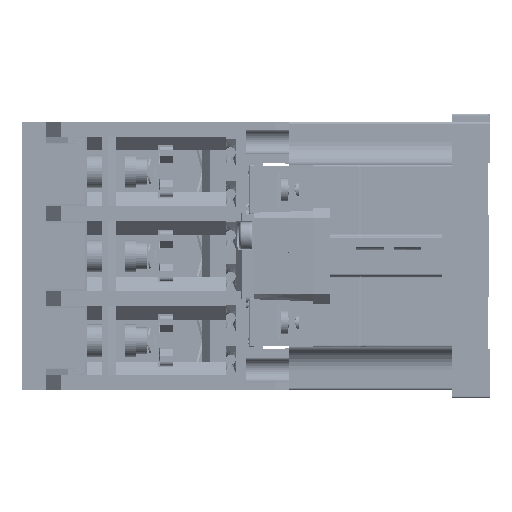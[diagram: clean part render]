
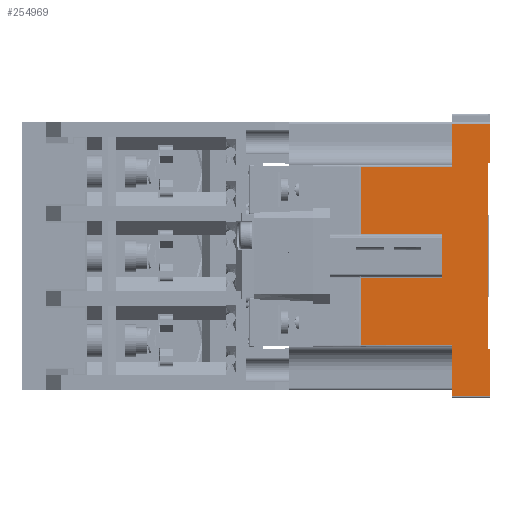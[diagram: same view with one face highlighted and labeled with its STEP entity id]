
A CAD part, left-side view. The second image highlights one B-rep face of the part: STEP entity #254969.
In plain terms, the highlighted planar face has unit normal (-1, 0, 0).
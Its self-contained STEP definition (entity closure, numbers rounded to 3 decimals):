
#239222=CARTESIAN_POINT('',(-49.9,-73.6,23.));
#239223=VERTEX_POINT('',#239222);
#239230=CARTESIAN_POINT('',(-49.9,-73.1,23.));
#239231=VERTEX_POINT('',#239230);
#239232=CARTESIAN_POINT('',(-49.9,-73.1,23.));
#239233=DIRECTION('',(0.0,-1.0,0.0));
#239234=VECTOR('',#239233,0.5);
#239235=LINE('',#239232,#239234);
#239236=EDGE_CURVE('',#239231,#239223,#239235,.T.);
#239359=CARTESIAN_POINT('',(-49.9,-64.2,32.5));
#239360=VERTEX_POINT('',#239359);
#239410=CARTESIAN_POINT('',(-49.9,-64.2,22.));
#239411=VERTEX_POINT('',#239410);
#239419=CARTESIAN_POINT('',(-49.9,-64.2,22.));
#239420=DIRECTION('',(0.0,0.0,1.0));
#239421=VECTOR('',#239420,10.5);
#239422=LINE('',#239419,#239421);
#239423=EDGE_CURVE('',#239411,#239360,#239422,.T.);
#242370=CARTESIAN_POINT('',(-49.9,-73.1,-23.));
#242371=VERTEX_POINT('',#242370);
#242378=CARTESIAN_POINT('',(-49.9,-73.6,-23.));
#242379=VERTEX_POINT('',#242378);
#242380=CARTESIAN_POINT('',(-49.9,-73.6,-23.));
#242381=DIRECTION('',(0.0,1.0,0.0));
#242382=VECTOR('',#242381,0.5);
#242383=LINE('',#242380,#242382);
#242384=EDGE_CURVE('',#242379,#242371,#242383,.T.);
#242402=CARTESIAN_POINT('',(-49.9,-73.6,-34.5));
#242403=VERTEX_POINT('',#242402);
#242426=CARTESIAN_POINT('',(-49.9,-73.6,-34.5));
#242427=DIRECTION('',(0.0,0.0,1.0));
#242428=VECTOR('',#242427,11.5);
#242429=LINE('',#242426,#242428);
#242430=EDGE_CURVE('',#242403,#242379,#242429,.T.);
#243462=CARTESIAN_POINT('',(-49.9,-61.9,-5.4));
#243463=VERTEX_POINT('',#243462);
#243471=CARTESIAN_POINT('',(-49.9,-61.9,5.4));
#243472=VERTEX_POINT('',#243471);
#243473=CARTESIAN_POINT('',(-49.9,-61.9,5.4));
#243474=DIRECTION('',(0.0,0.0,-1.0));
#243475=VECTOR('',#243474,10.8);
#243476=LINE('',#243473,#243475);
#243477=EDGE_CURVE('',#243472,#243463,#243476,.T.);
#253907=CARTESIAN_POINT('',(-49.9,-41.9,-22.));
#253908=VERTEX_POINT('',#253907);
#253938=CARTESIAN_POINT('',(-49.9,-64.2,-22.));
#253939=VERTEX_POINT('',#253938);
#253947=CARTESIAN_POINT('',(-49.9,-64.2,-22.));
#253948=DIRECTION('',(0.0,1.0,0.0));
#253949=VECTOR('',#253948,22.3);
#253950=LINE('',#253947,#253949);
#253951=EDGE_CURVE('',#253939,#253908,#253950,.T.);
#254119=CARTESIAN_POINT('',(-49.9,-41.9,22.));
#254120=VERTEX_POINT('',#254119);
#254156=CARTESIAN_POINT('',(-49.9,-41.9,22.));
#254157=DIRECTION('',(0.0,-1.0,0.0));
#254158=VECTOR('',#254157,22.3);
#254159=LINE('',#254156,#254158);
#254160=EDGE_CURVE('',#254120,#239411,#254159,.T.);
#254187=CARTESIAN_POINT('',(-49.9,-64.2,-34.5));
#254188=VERTEX_POINT('',#254187);
#254196=CARTESIAN_POINT('',(-49.9,-64.2,-34.5));
#254197=DIRECTION('',(0.0,0.0,1.0));
#254198=VECTOR('',#254197,12.5);
#254199=LINE('',#254196,#254198);
#254200=EDGE_CURVE('',#254188,#253939,#254199,.T.);
#254229=CARTESIAN_POINT('',(-49.9,-73.6,-34.5));
#254230=DIRECTION('',(0.0,1.0,0.0));
#254231=VECTOR('',#254230,9.4);
#254232=LINE('',#254229,#254231);
#254233=EDGE_CURVE('',#242403,#254188,#254232,.T.);
#254289=CARTESIAN_POINT('',(-49.9,-73.1,-23.));
#254290=DIRECTION('',(0.0,0.0,1.0));
#254291=VECTOR('',#254290,46.);
#254292=LINE('',#254289,#254291);
#254293=EDGE_CURVE('',#242371,#239231,#254292,.T.);
#254504=CARTESIAN_POINT('',(-49.9,-41.9,-5.4));
#254505=VERTEX_POINT('',#254504);
#254517=CARTESIAN_POINT('',(-49.9,-41.9,-5.4));
#254518=DIRECTION('',(0.0,0.0,-1.0));
#254519=VECTOR('',#254518,16.6);
#254520=LINE('',#254517,#254519);
#254521=EDGE_CURVE('',#254505,#253908,#254520,.T.);
#254532=CARTESIAN_POINT('',(-49.9,-41.9,-5.4));
#254533=DIRECTION('',(0.0,-1.0,0.0));
#254534=VECTOR('',#254533,20.);
#254535=LINE('',#254532,#254534);
#254536=EDGE_CURVE('',#254505,#243463,#254535,.T.);
#254548=CARTESIAN_POINT('',(-49.9,-41.9,5.4));
#254549=VERTEX_POINT('',#254548);
#254557=CARTESIAN_POINT('',(-49.9,-41.9,22.));
#254558=DIRECTION('',(0.0,0.0,-1.0));
#254559=VECTOR('',#254558,16.6);
#254560=LINE('',#254557,#254559);
#254561=EDGE_CURVE('',#254120,#254549,#254560,.T.);
#254578=CARTESIAN_POINT('',(-49.9,-61.9,5.4));
#254579=DIRECTION('',(0.0,1.0,0.0));
#254580=VECTOR('',#254579,20.0);
#254581=LINE('',#254578,#254580);
#254582=EDGE_CURVE('',#243472,#254549,#254581,.T.);
#254934=CARTESIAN_POINT('',(-49.9,-24.1,0.));
#254935=DIRECTION('',(-1.0,0.0,0.0));
#254936=DIRECTION('',(0.0,0.0,1.0));
#254937=AXIS2_PLACEMENT_3D('',#254934,#254935,#254936);
#254938=PLANE('',#254937);
#254939=CARTESIAN_POINT('',(-49.9,-73.6,32.5));
#254940=VERTEX_POINT('',#254939);
#254941=CARTESIAN_POINT('',(-49.9,-64.2,32.5));
#254942=DIRECTION('',(0.0,-1.0,0.0));
#254943=VECTOR('',#254942,9.4);
#254944=LINE('',#254941,#254943);
#254945=EDGE_CURVE('',#239360,#254940,#254944,.T.);
#254946=ORIENTED_EDGE('',*,*,#254945,.F.);
#254947=ORIENTED_EDGE('',*,*,#239423,.F.);
#254948=ORIENTED_EDGE('',*,*,#254160,.F.);
#254949=ORIENTED_EDGE('',*,*,#254561,.T.);
#254950=ORIENTED_EDGE('',*,*,#254582,.F.);
#254951=ORIENTED_EDGE('',*,*,#243477,.T.);
#254952=ORIENTED_EDGE('',*,*,#254536,.F.);
#254953=ORIENTED_EDGE('',*,*,#254521,.T.);
#254954=ORIENTED_EDGE('',*,*,#253951,.F.);
#254955=ORIENTED_EDGE('',*,*,#254200,.F.);
#254956=ORIENTED_EDGE('',*,*,#254233,.F.);
#254957=ORIENTED_EDGE('',*,*,#242430,.T.);
#254958=ORIENTED_EDGE('',*,*,#242384,.T.);
#254959=ORIENTED_EDGE('',*,*,#254293,.T.);
#254960=ORIENTED_EDGE('',*,*,#239236,.T.);
#254961=CARTESIAN_POINT('',(-49.9,-73.6,23.));
#254962=DIRECTION('',(0.0,0.0,1.0));
#254963=VECTOR('',#254962,9.5);
#254964=LINE('',#254961,#254963);
#254965=EDGE_CURVE('',#239223,#254940,#254964,.T.);
#254966=ORIENTED_EDGE('',*,*,#254965,.T.);
#254967=EDGE_LOOP('',(#254946,#254947,#254948,#254949,#254950,#254951,#254952,#254953,#254954,#254955,#254956,#254957,#254958,#254959,#254960,#254966));
#254968=FACE_OUTER_BOUND('',#254967,.T.);
#254969=ADVANCED_FACE('',(#254968),#254938,.T.);
